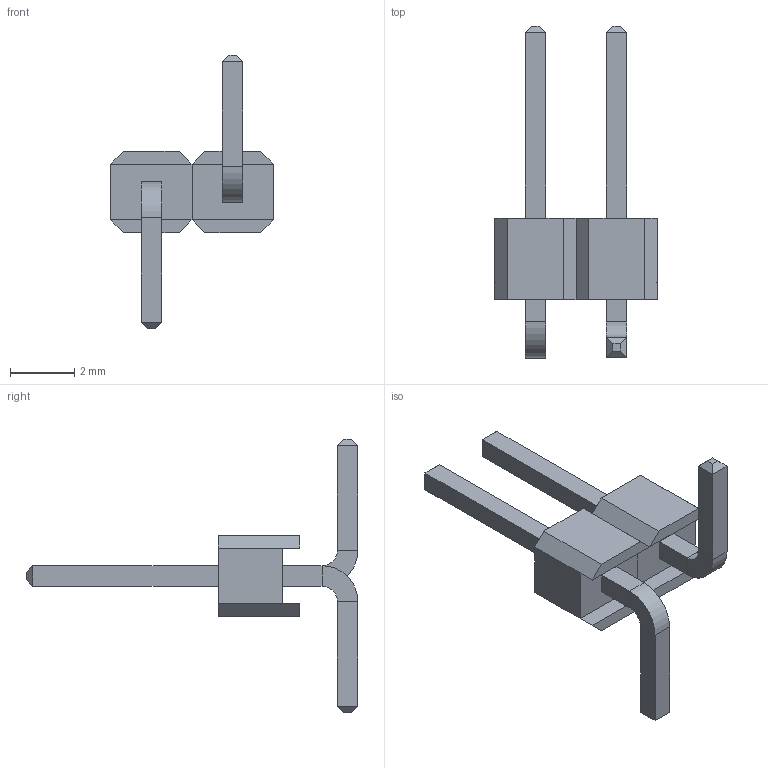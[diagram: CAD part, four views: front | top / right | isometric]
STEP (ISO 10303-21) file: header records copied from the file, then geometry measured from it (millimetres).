
FILE_DESCRIPTION (( 'STEP AP214' ), '1' );
FILE_NAME ('PLS-02SMD.STEP', '2019-07-03T10:09:57', ( '' ), ( '' ), 'SwSTEP 2.0', 'SolidWorks 2018', '' );
FILE_SCHEMA (( 'AUTOMOTIVE_DESIGN' ));
Length unit declared in the file: millimetre
Products named in the file (2): PLS_SMD; PLS-02SMD
Assembly tree (2 placements, depth 2):
  PLS-02SMD
    PLS_SMD  x2
Bounding box: 5.08 x 10.36 x 8.54 mm (x, y, z)
Volume: 36 mm3; surface area: 132.9 mm2
Topology: 2 solids, 2 shells, 80 faces, 176 edges, 104 vertices
Faces by surface type: plane 76, cylinder 4
Entity records: 1570 total; most frequent: CARTESIAN_POINT 185, DIRECTION 182, ORIENTED_EDGE 176, EDGE_CURVE 88, LINE 84, VECTOR 84, VERTEX_POINT 52, AXIS2_PLACEMENT_3D 49
